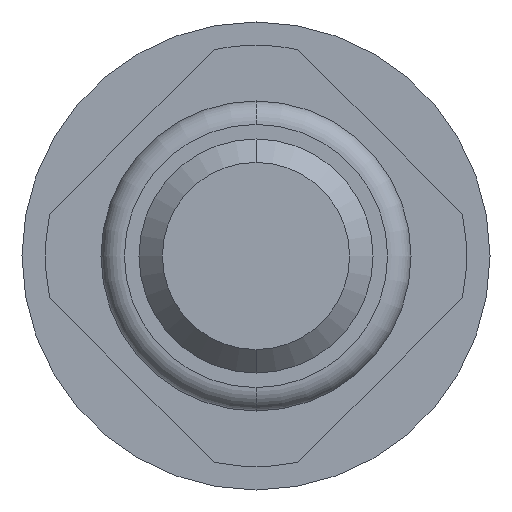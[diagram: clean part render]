
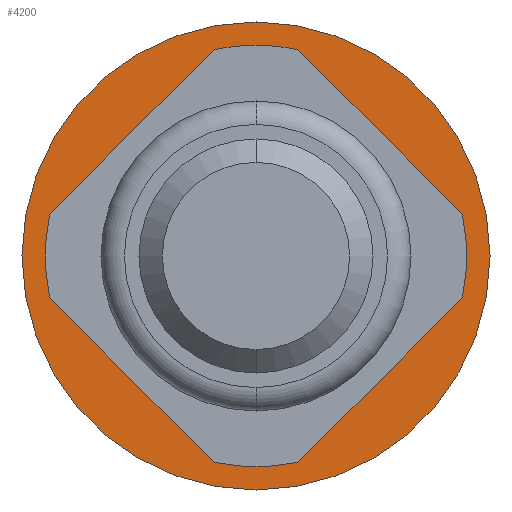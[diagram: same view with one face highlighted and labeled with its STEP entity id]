
A CAD part, front view. The second image highlights one B-rep face of the part: STEP entity #4200.
In plain terms, the highlighted planar face has unit normal (0, -1, 0).
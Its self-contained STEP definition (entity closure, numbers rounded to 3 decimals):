
#128 = CARTESIAN_POINT ( 'NONE',  ( 0., 5.3, 0. ) ) ;
#164 = CARTESIAN_POINT ( 'NONE',  ( 0., 5.3, 2. ) ) ;
#420 = AXIS2_PLACEMENT_3D ( 'NONE', #3988, #704, #2246 ) ;
#434 = EDGE_CURVE ( 'Defeature ausgef�hrt2_21+Defeature ausgef�hrt2_20+Defeature ausgef�hrt2_20+Defeature ausgef�hrt2_20', #3698, #1913, #4306, .T. ) ;
#704 = DIRECTION ( 'NONE',  ( 0., 1., 0. ) ) ;
#728 = VERTEX_POINT ( 'NONE', #2706 ) ;
#959 = CARTESIAN_POINT ( 'NONE',  ( 0., 5.3, 0. ) ) ;
#1106 = CIRCLE ( 'NONE', #1493, 0.9 ) ;
#1175 = AXIS2_PLACEMENT_3D ( 'NONE', #4302, #1360, #2443 ) ;
#1245 = EDGE_CURVE ( 'Defeature ausgef�hrt2_20+Defeature ausgef�hrt2_19+Defeature ausgef�hrt2_19+Defeature ausgef�hrt2_19', #728, #3668, #4270, .T. ) ;
#1260 = CARTESIAN_POINT ( 'NONE',  ( 0., 5.3, -0.9 ) ) ;
#1360 = DIRECTION ( 'NONE',  ( 0., 1., 0. ) ) ;
#1493 = AXIS2_PLACEMENT_3D ( 'NONE', #959, #1656, #4233 ) ;
#1656 = DIRECTION ( 'NONE',  ( 0., 1., 0. ) ) ;
#1776 = EDGE_CURVE ( 'Defeature ausgef�hrt2_21+Defeature ausgef�hrt2_20+Defeature ausgef�hrt2_20+Defeature ausgef�hrt2_20', #1913, #3698, #3711, .T. ) ;
#1862 = DIRECTION ( 'NONE',  ( 0., 0., 1. ) ) ;
#1913 = VERTEX_POINT ( 'NONE', #164 ) ;
#2007 = EDGE_CURVE ( 'Defeature ausgef�hrt2_20+Defeature ausgef�hrt2_19+Defeature ausgef�hrt2_19+Defeature ausgef�hrt2_19', #3668, #728, #1106, .T. ) ;
#2144 = ORIENTED_EDGE ( 'NONE', *, *, #1776, .F. ) ;
#2145 = AXIS2_PLACEMENT_3D ( 'NONE', #128, #3031, #1862 ) ;
#2151 = CARTESIAN_POINT ( 'NONE',  ( 2., 5.3, 0. ) ) ;
#2246 = DIRECTION ( 'NONE',  ( 0., 0., 1. ) ) ;
#2353 = AXIS2_PLACEMENT_3D ( 'NONE', #2151, #3244, #3600 ) ;
#2443 = DIRECTION ( 'NONE',  ( 0., 0., 1. ) ) ;
#2706 = CARTESIAN_POINT ( 'NONE',  ( 0., 5.3, 0.9 ) ) ;
#3031 = DIRECTION ( 'NONE',  ( 0., 1., 0. ) ) ;
#3244 = DIRECTION ( 'NONE',  ( 0., 1., 0. ) ) ;
#3268 = PLANE ( 'NONE',  #2353 ) ;
#3443 = CARTESIAN_POINT ( 'NONE',  ( 0., 5.3, -2. ) ) ;
#3531 = ORIENTED_EDGE ( 'NONE', *, *, #2007, .T. ) ;
#3600 = DIRECTION ( 'NONE',  ( 0., 0., 1. ) ) ;
#3668 = VERTEX_POINT ( 'NONE', #1260 ) ;
#3698 = VERTEX_POINT ( 'NONE', #3443 ) ;
#3711 = CIRCLE ( 'NONE', #420, 2. ) ;
#3766 = EDGE_LOOP ( 'NONE', ( #4338, #3531 ) ) ;
#3964 = FACE_BOUND ( 'NONE', #3766, .T. ) ;
#3988 = CARTESIAN_POINT ( 'NONE',  ( 0., 5.3, 0. ) ) ;
#4200 = ADVANCED_FACE ( 'Defeature ausgef�hrt2_20', ( #4292, #3964 ), #3268, .F. ) ;
#4233 = DIRECTION ( 'NONE',  ( 0., 0., 1. ) ) ;
#4270 = CIRCLE ( 'NONE', #2145, 0.9 ) ;
#4292 = FACE_OUTER_BOUND ( 'NONE', #4665, .T. ) ;
#4302 = CARTESIAN_POINT ( 'NONE',  ( 0., 5.3, 0. ) ) ;
#4306 = CIRCLE ( 'NONE', #1175, 2. ) ;
#4338 = ORIENTED_EDGE ( 'NONE', *, *, #1245, .T. ) ;
#4604 = ORIENTED_EDGE ( 'NONE', *, *, #434, .F. ) ;
#4665 = EDGE_LOOP ( 'NONE', ( #2144, #4604 ) ) ;
